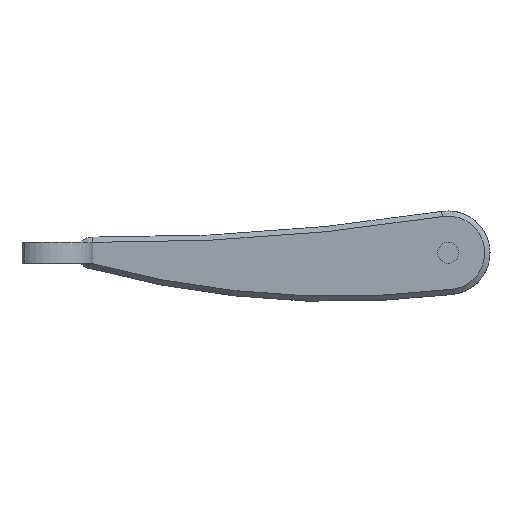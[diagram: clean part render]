
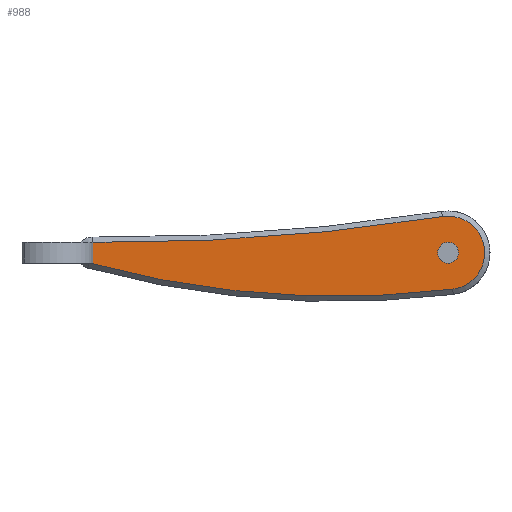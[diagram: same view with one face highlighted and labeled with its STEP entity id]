
A CAD part, top view. The second image highlights one B-rep face of the part: STEP entity #988.
In plain terms, the highlighted planar face has unit normal (0, 0, 1).
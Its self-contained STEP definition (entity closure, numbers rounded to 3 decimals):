
#3 = ORIENTED_EDGE ( 'NONE', *, *, #1559, .T. ) ;
#58 = DIRECTION ( 'NONE',  ( 1., 0., 0. ) ) ;
#63 = CARTESIAN_POINT ( 'NONE',  ( 87.154, -17.367, 7.5 ) ) ;
#67 = AXIS2_PLACEMENT_3D ( 'NONE', #2960, #1798, #2707 ) ;
#103 = DIRECTION ( 'NONE',  ( 1., 0., 0. ) ) ;
#106 = ORIENTED_EDGE ( 'NONE', *, *, #1977, .F. ) ;
#126 = EDGE_CURVE ( 'NONE', #1707, #2486, #1037, .T. ) ;
#162 = DIRECTION ( 'NONE',  ( -1., 0., 0. ) ) ;
#182 = CARTESIAN_POINT ( 'NONE',  ( 0., -5., 7.5 ) ) ;
#296 = CIRCLE ( 'NONE', #1980, 1002.5 ) ;
#369 = EDGE_CURVE ( 'NONE', #860, #1347, #1807, .T. ) ;
#395 = FACE_BOUND ( 'NONE', #1870, .T. ) ;
#462 = CIRCLE ( 'NONE', #67, 5. ) ;
#488 = CARTESIAN_POINT ( 'NONE',  ( 90., 0., 7.5 ) ) ;
#514 = VERTEX_POINT ( 'NONE', #569 ) ;
#569 = CARTESIAN_POINT ( 'NONE',  ( -85.672, -5., 7.5 ) ) ;
#633 = CARTESIAN_POINT ( 'NONE',  ( -84.582, 5., 7.5 ) ) ;
#660 = CARTESIAN_POINT ( 'NONE',  ( 85., 0., 7.5 ) ) ;
#716 = DIRECTION ( 'NONE',  ( 0., 0., 1. ) ) ;
#755 = AXIS2_PLACEMENT_3D ( 'NONE', #1448, #2089, #58 ) ;
#768 = CARTESIAN_POINT ( 'NONE',  ( -84.582, 4.996, 7.5 ) ) ;
#819 = DIRECTION ( 'NONE',  ( 0., 0., 1. ) ) ;
#859 = LINE ( 'NONE', #633, #2229 ) ;
#860 = VERTEX_POINT ( 'NONE', #63 ) ;
#909 = CARTESIAN_POINT ( 'NONE',  ( 85., 0., 7.5 ) ) ;
#915 = VERTEX_POINT ( 'NONE', #2579 ) ;
#972 = DIRECTION ( 'NONE',  ( 1., 0., 0. ) ) ;
#988 = ADVANCED_FACE ( 'NONE', ( #2654, #395 ), #1312, .T. ) ;
#989 = CARTESIAN_POINT ( 'NONE',  ( 82.263, 17.285, 7.5 ) ) ;
#1037 = CIRCLE ( 'NONE', #1946, 5. ) ;
#1052 = ORIENTED_EDGE ( 'NONE', *, *, #126, .F. ) ;
#1091 = AXIS2_PLACEMENT_3D ( 'NONE', #1295, #819, #103 ) ;
#1127 = DIRECTION ( 'NONE',  ( 0., 0., 1. ) ) ;
#1129 = CARTESIAN_POINT ( 'NONE',  ( -74.54, 1007.446, 7.5 ) ) ;
#1133 = ORIENTED_EDGE ( 'NONE', *, *, #2394, .T. ) ;
#1151 = EDGE_LOOP ( 'NONE', ( #106, #3, #2521, #1366, #1133 ) ) ;
#1295 = CARTESIAN_POINT ( 'NONE',  ( 0., 0., 7.5 ) ) ;
#1312 = PLANE ( 'NONE',  #1091 ) ;
#1315 = ORIENTED_EDGE ( 'NONE', *, *, #2233, .F. ) ;
#1335 = EDGE_CURVE ( 'NONE', #514, #860, #1377, .T. ) ;
#1347 = VERTEX_POINT ( 'NONE', #989 ) ;
#1365 = CARTESIAN_POINT ( 'NONE',  ( 80., 0., 7.5 ) ) ;
#1366 = ORIENTED_EDGE ( 'NONE', *, *, #369, .T. ) ;
#1377 = CIRCLE ( 'NONE', #755, 447.5 ) ;
#1448 = CARTESIAN_POINT ( 'NONE',  ( 32.077, 426.731, 7.5 ) ) ;
#1559 = EDGE_CURVE ( 'NONE', #915, #514, #2235, .T. ) ;
#1583 = DIRECTION ( 'NONE',  ( 0., 1., 0. ) ) ;
#1707 = VERTEX_POINT ( 'NONE', #488 ) ;
#1798 = DIRECTION ( 'NONE',  ( 0., 0., 1. ) ) ;
#1807 = CIRCLE ( 'NONE', #2981, 17.5 ) ;
#1870 = EDGE_LOOP ( 'NONE', ( #1315, #1052 ) ) ;
#1946 = AXIS2_PLACEMENT_3D ( 'NONE', #909, #716, #972 ) ;
#1977 = EDGE_CURVE ( 'NONE', #915, #2581, #859, .T. ) ;
#1980 = AXIS2_PLACEMENT_3D ( 'NONE', #1129, #2746, #2918 ) ;
#2089 = DIRECTION ( 'NONE',  ( 0., 0., 1. ) ) ;
#2229 = VECTOR ( 'NONE', #1583, 1000. ) ;
#2233 = EDGE_CURVE ( 'NONE', #2486, #1707, #462, .T. ) ;
#2235 = LINE ( 'NONE', #182, #2409 ) ;
#2394 = EDGE_CURVE ( 'NONE', #1347, #2581, #296, .T. ) ;
#2409 = VECTOR ( 'NONE', #162, 1000. ) ;
#2486 = VERTEX_POINT ( 'NONE', #1365 ) ;
#2521 = ORIENTED_EDGE ( 'NONE', *, *, #1335, .T. ) ;
#2579 = CARTESIAN_POINT ( 'NONE',  ( -84.582, -5., 7.5 ) ) ;
#2581 = VERTEX_POINT ( 'NONE', #768 ) ;
#2654 = FACE_OUTER_BOUND ( 'NONE', #1151, .T. ) ;
#2707 = DIRECTION ( 'NONE',  ( 1., 0., 0. ) ) ;
#2746 = DIRECTION ( 'NONE',  ( 0., 0., -1. ) ) ;
#2918 = DIRECTION ( 'NONE',  ( 1., 0., 0. ) ) ;
#2960 = CARTESIAN_POINT ( 'NONE',  ( 85., 0., 7.5 ) ) ;
#2980 = DIRECTION ( 'NONE',  ( 1., 0., 0. ) ) ;
#2981 = AXIS2_PLACEMENT_3D ( 'NONE', #660, #1127, #2980 ) ;
